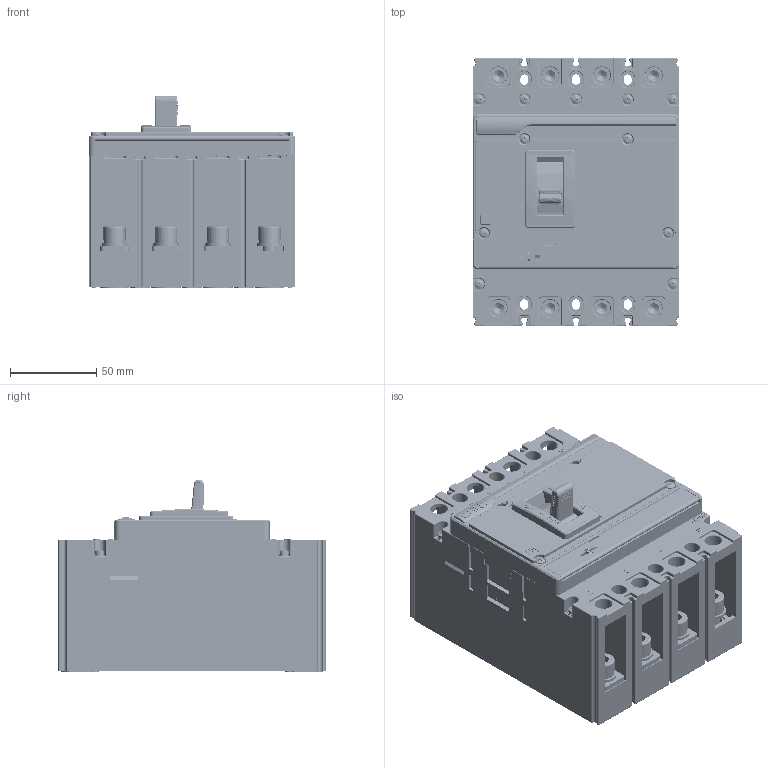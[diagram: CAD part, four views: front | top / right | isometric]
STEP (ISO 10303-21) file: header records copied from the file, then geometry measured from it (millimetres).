
FILE_DESCRIPTION(/* description */ (''),/* implementation_level */ '2;1');
FILE_NAME(/* name */ 'NXMS-160H 4P.stp',/* time_stamp */ '2017-05-06T10:30:23+08:00',/* author */ (''),/* organization */ (''),/* preprocessor_version */ 'ST-DEVELOPER v11',/* originating_system */ 'SIEMENS PLM Software NX 7.5',/* authorisation */ '');
FILE_SCHEMA (('CONFIG_CONTROL_DESIGN'));
Products named in the file (1): _model1
Bounding box: 120 x 155 x 111.8 mm (x, y, z)
Volume: 1239274.4 mm3; surface area: 355062.2 mm2
Topology: 73 solids, 84 shells, 6202 faces, 16486 edges, 10563 vertices
Faces by surface type: plane 3640, cylinder 1602, cone 275, extrusion 251, torus 224, sphere 139, bspline 71
Full cylindrical faces by diameter (mm): 1.5 x2, 1.6 x1, 1.8 x1, 2.3 x1, 2.458 x11, 2.459 x11, 2.675 x11, 2.7 x1, 2.9 x3, 3 x15, 3.2 x15, 3.5 x7, 4 x10, 4.5 x6, 5.3 x2, 5.45 x11, 5.5 x2, 5.8 x4, 6 x4, 6.2 x8, 6.5 x3, 6.645 x8, 6.647 x8, 6.8 x7, 8 x8, 8.4 x8, 10 x15, 13 x8, 13.5 x8, 15 x8
Entity records: 219700 total; most frequent: CARTESIAN_POINT 68771, ORIENTED_EDGE 31578, DIRECTION 30115, EDGE_CURVE 15789, VERTEX_POINT 10411, VECTOR 10289, LINE 10038, AXIS2_PLACEMENT_3D 9913
